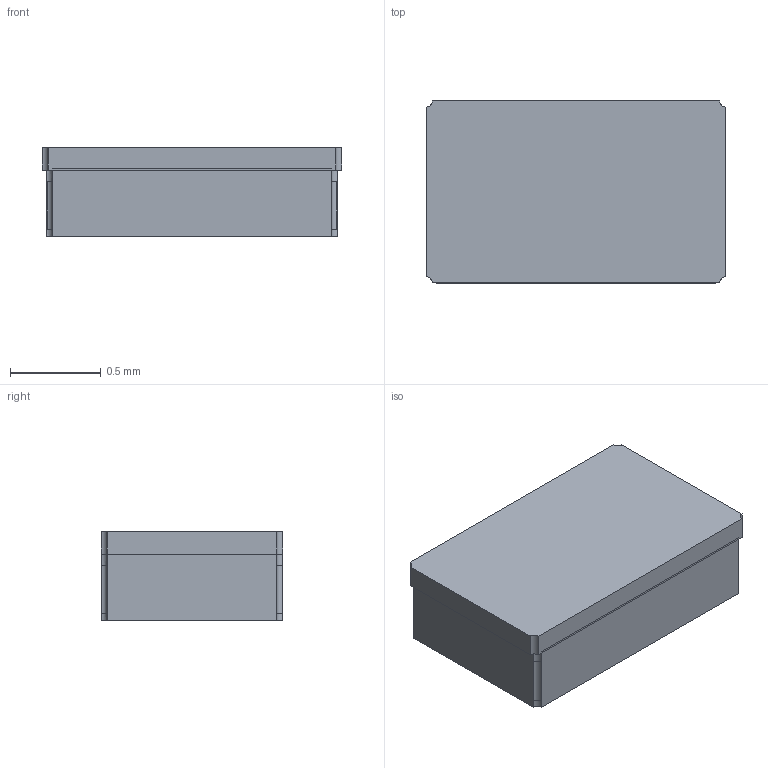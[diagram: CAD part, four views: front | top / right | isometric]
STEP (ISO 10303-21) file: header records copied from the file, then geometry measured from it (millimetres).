
FILE_DESCRIPTION(/* description */ ('model of Crystal_SMD_MicroCrystal_CM9V-T1A-2Pin_1.6x1.0mm'),/* implementation_level */ '2;1');
FILE_NAME(/* name */ 'Crystal_SMD_MicroCrystal_CM9V-T1A-2Pin_1.6x1.0mm.step',/* time_stamp */ '2019-07-09T18:32:42',/* author */ ('kicad StepUp','ksu'),/* organization */ ('FreeCAD'),/* preprocessor_version */ 'OCC',/* originating_system */ 'kicad StepUp',/* authorisation */ '');
FILE_SCHEMA(('AUTOMOTIVE_DESIGN { 1 0 10303 214 1 1 1 1 }'));
Length unit declared in the file: millimetre
Products named in the file (1): MicroCrystal_CM9V_T1A
Bounding box: 1.65 x 1 x 0.49 mm (x, y, z)
Volume: 0.8 mm3; surface area: 5.8 mm2
Topology: 1 solids, 1 shells, 28 faces, 80 edges, 60 vertices
Faces by surface type: plane 16, cylinder 12
Entity records: 1157 total; most frequent: CARTESIAN_POINT 169, DIRECTION 162, ORIENTED_EDGE 160, EDGE_CURVE 80, VERTEX_POINT 60, LINE 56, VECTOR 56, AXIS2_PLACEMENT_3D 53
